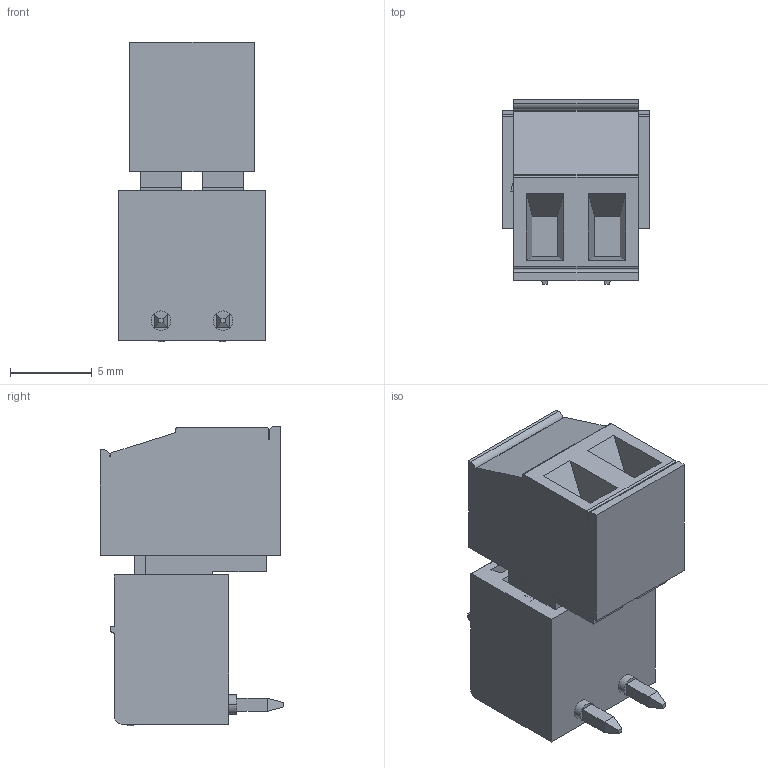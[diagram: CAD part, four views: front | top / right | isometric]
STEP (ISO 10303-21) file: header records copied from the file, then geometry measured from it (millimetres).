
FILE_DESCRIPTION (( 'STEP AP214' ), '1' );
FILE_NAME ('67AC49D4-EC1C-4F62-9AC9-38A187913708.STEP', '2024-10-29T16:56:45', ( '' ), ( '' ), 'SwSTEP 2.0', 'SolidWorks 2022', '' );
FILE_SCHEMA (( 'AUTOMOTIVE_DESIGN' ));
Length unit declared in the file: millimetre
Products named in the file (1): 67AC49D4-EC1C-4F62-9AC9-38A187913708
Bounding box: 9.01 x 11.28 x 18.4 mm (x, y, z)
Volume: 1060.3 mm3; surface area: 1710 mm2
Topology: 2 solids, 3 shells, 278 faces, 700 edges, 456 vertices
Faces by surface type: plane 213, cylinder 61, sphere 2, cone 2
Entity records: 11301 total; most frequent: CARTESIAN_POINT 1437, ORIENTED_EDGE 1388, DIRECTION 1384, EDGE_CURVE 694, LINE 554, VECTOR 554, VERTEX_POINT 452, AXIS2_PLACEMENT_3D 415
